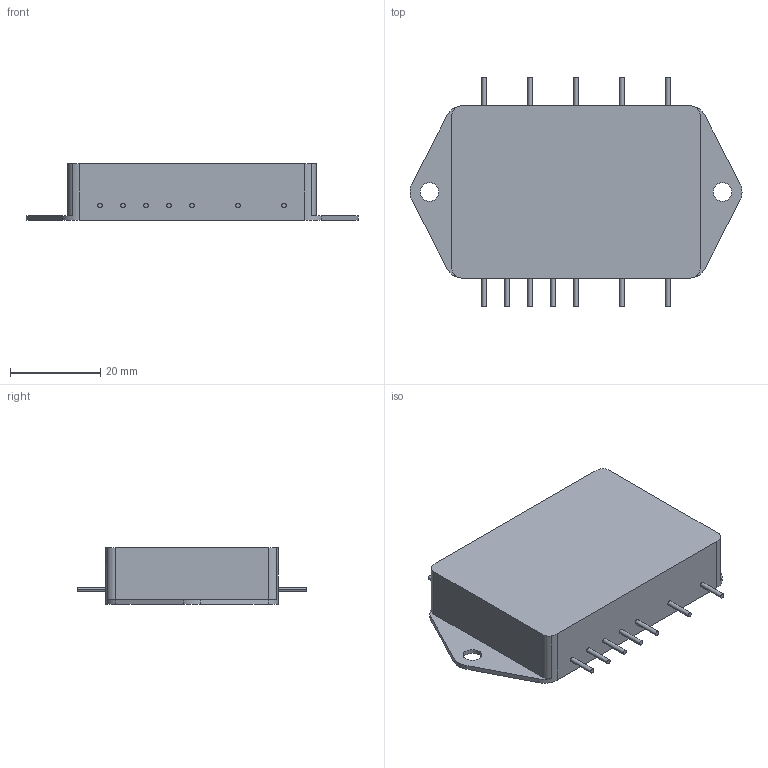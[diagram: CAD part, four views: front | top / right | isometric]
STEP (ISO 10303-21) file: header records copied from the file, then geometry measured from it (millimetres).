
FILE_DESCRIPTION((''),'2;1');
FILE_NAME('UF.stp','2019-11-01T11:21:30',(''),(''),'Mechanical Desktop 2009','Mechanical Desktop 2009',', , ');
FILE_SCHEMA(('CONFIG_CONTROL_DESIGN'));
Length unit declared in the file: inch
Products named in the file (2): UF; HEADER
Assembly tree (1 placements, depth 2):
  UF
    HEADER
Bounding box: 73.41 x 50.8 x 12.57 mm (x, y, z)
Volume: 26646.3 mm3; surface area: 7434.5 mm2
Topology: 1 solids, 1 shells, 62 faces, 144 edges, 96 vertices
Faces by surface type: cylinder 38, plane 24
Entity records: 1927 total; most frequent: DIRECTION 352, CARTESIAN_POINT 304, ORIENTED_EDGE 288, AXIS2_PLACEMENT_3D 144, EDGE_CURVE 144, VERTEX_POINT 96, CIRCLE 80, EDGE_LOOP 78
